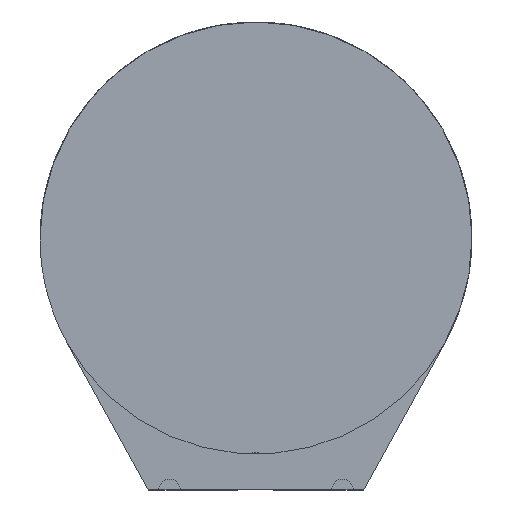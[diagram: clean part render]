
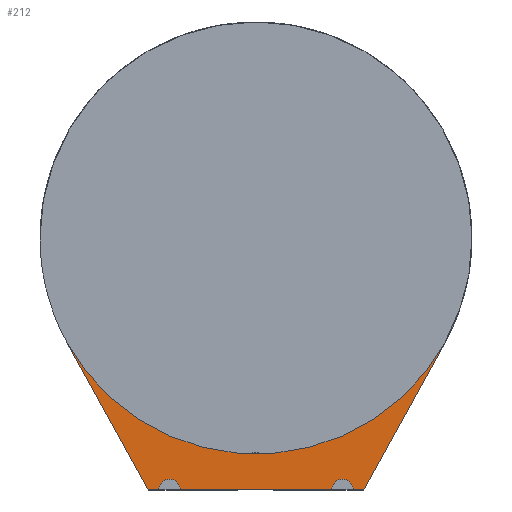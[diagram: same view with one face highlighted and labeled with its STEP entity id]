
A CAD part, top view. The second image highlights one B-rep face of the part: STEP entity #212.
In plain terms, the highlighted face is planar.
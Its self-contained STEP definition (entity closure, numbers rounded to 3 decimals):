
#21 = EDGE_CURVE('',#22,#24,#26,.T.);
#22 = VERTEX_POINT('',#23);
#23 = CARTESIAN_POINT('',(131.6,79.121,
    0.013));
#24 = VERTEX_POINT('',#25);
#25 = CARTESIAN_POINT('',(71.6,79.121,
    0.013));
#26 = CIRCLE('',#27,30.);
#27 = AXIS2_PLACEMENT_3D('',#28,#29,#30);
#28 = CARTESIAN_POINT('',(101.6,79.121,
    0.013));
#29 = DIRECTION('',(0.,0.,1.));
#30 = DIRECTION('',(1.,0.,0.));
#63 = EDGE_CURVE('',#64,#24,#66,.T.);
#64 = VERTEX_POINT('',#65);
#65 = CARTESIAN_POINT('',(75.307,64.675,
    0.013));
#66 = CIRCLE('',#67,30.);
#67 = AXIS2_PLACEMENT_3D('',#68,#69,#70);
#68 = CARTESIAN_POINT('',(101.6,79.121,
    0.013));
#69 = DIRECTION('',(0.,0.,1.));
#70 = DIRECTION('',(1.,0.,0.));
#99 = VERTEX_POINT('',#100);
#100 = CARTESIAN_POINT('',(112.1,44.121,
    0.013));
#106 = EDGE_CURVE('',#107,#99,#109,.T.);
#107 = VERTEX_POINT('',#108);
#108 = CARTESIAN_POINT('',(91.1,44.121,
    0.013));
#109 = LINE('',#110,#111);
#110 = CARTESIAN_POINT('',(101.6,44.121,
    0.013));
#111 = VECTOR('',#112,1.);
#112 = DIRECTION('',(1.,0.,0.));
#139 = VERTEX_POINT('',#140);
#140 = CARTESIAN_POINT('',(115.1,44.121,
    0.013));
#155 = VERTEX_POINT('',#156);
#156 = CARTESIAN_POINT('',(116.6,44.121,
    0.013));
#162 = EDGE_CURVE('',#139,#155,#163,.T.);
#163 = LINE('',#164,#165);
#164 = CARTESIAN_POINT('',(101.6,44.121,
    0.013));
#165 = VECTOR('',#166,1.);
#166 = DIRECTION('',(1.,0.,0.));
#187 = VERTEX_POINT('',#188);
#188 = CARTESIAN_POINT('',(88.1,44.121,
    0.013));
#194 = EDGE_CURVE('',#195,#187,#197,.T.);
#195 = VERTEX_POINT('',#196);
#196 = CARTESIAN_POINT('',(86.6,44.121,
    0.013));
#197 = LINE('',#198,#199);
#198 = CARTESIAN_POINT('',(101.6,44.121,
    0.013));
#199 = VECTOR('',#200,1.);
#200 = DIRECTION('',(1.,0.,0.));
#212 = ADVANCED_FACE('',(#213),#255,.T.);
#213 = FACE_BOUND('',#214,.T.);
#214 = EDGE_LOOP('',(#215,#216,#223,#224,#232,#239,#240,#241,#247,#248)
  );
#215 = ORIENTED_EDGE('',*,*,#106,.T.);
#216 = ORIENTED_EDGE('',*,*,#217,.T.);
#217 = EDGE_CURVE('',#99,#139,#218,.T.);
#218 = CIRCLE('',#219,1.5);
#219 = AXIS2_PLACEMENT_3D('',#220,#221,#222);
#220 = CARTESIAN_POINT('',(113.6,44.121,
    0.013));
#221 = DIRECTION('',(0.,0.,-1.));
#222 = DIRECTION('',(1.,0.,0.));
#223 = ORIENTED_EDGE('',*,*,#162,.T.);
#224 = ORIENTED_EDGE('',*,*,#225,.T.);
#225 = EDGE_CURVE('',#155,#226,#228,.T.);
#226 = VERTEX_POINT('',#227);
#227 = CARTESIAN_POINT('',(127.893,64.675,
    0.013));
#228 = LINE('',#229,#230);
#229 = CARTESIAN_POINT('',(127.893,64.675,
    0.013));
#230 = VECTOR('',#231,1.);
#231 = DIRECTION('',(0.482,0.876,0.));
#232 = ORIENTED_EDGE('',*,*,#233,.T.);
#233 = EDGE_CURVE('',#226,#22,#234,.T.);
#234 = CIRCLE('',#235,30.);
#235 = AXIS2_PLACEMENT_3D('',#236,#237,#238);
#236 = CARTESIAN_POINT('',(101.6,79.121,
    0.013));
#237 = DIRECTION('',(0.,0.,1.));
#238 = DIRECTION('',(1.,0.,0.));
#239 = ORIENTED_EDGE('',*,*,#21,.T.);
#240 = ORIENTED_EDGE('',*,*,#63,.T.);
#241 = ORIENTED_EDGE('',*,*,#242,.F.);
#242 = EDGE_CURVE('',#195,#64,#243,.T.);
#243 = LINE('',#244,#245);
#244 = CARTESIAN_POINT('',(75.307,64.675,
    0.013));
#245 = VECTOR('',#246,1.);
#246 = DIRECTION('',(-0.482,0.876,0.));
#247 = ORIENTED_EDGE('',*,*,#194,.T.);
#248 = ORIENTED_EDGE('',*,*,#249,.F.);
#249 = EDGE_CURVE('',#107,#187,#250,.T.);
#250 = CIRCLE('',#251,1.5);
#251 = AXIS2_PLACEMENT_3D('',#252,#253,#254);
#252 = CARTESIAN_POINT('',(89.6,44.121,
    0.013));
#253 = DIRECTION('',(0.,0.,1.));
#254 = DIRECTION('',(1.,0.,0.));
#255 = PLANE('',#256);
#256 = AXIS2_PLACEMENT_3D('',#257,#258,#259);
#257 = CARTESIAN_POINT('',(101.6,79.121,
    0.013));
#258 = DIRECTION('',(0.,0.,1.));
#259 = DIRECTION('',(1.,0.,0.));
